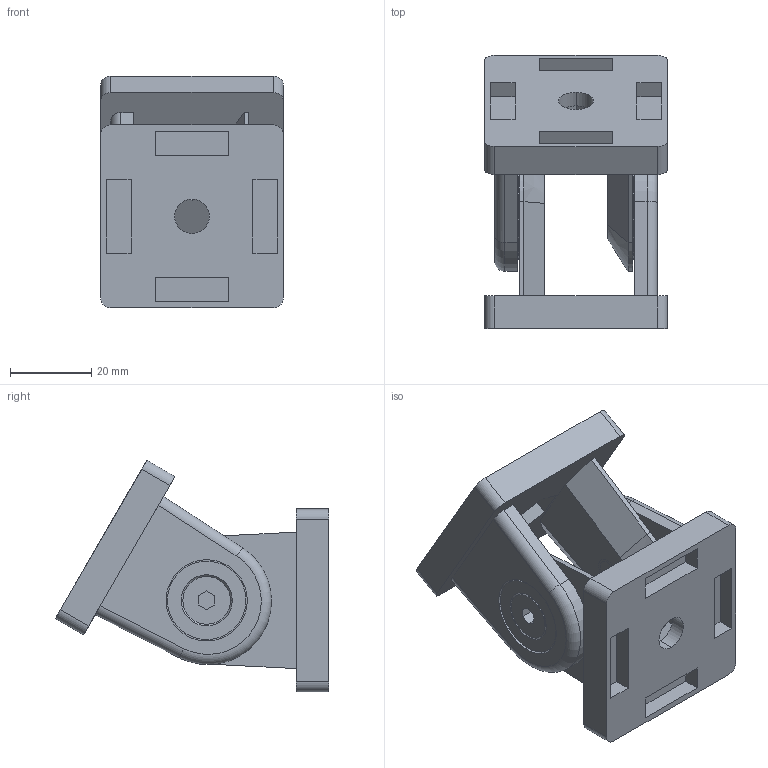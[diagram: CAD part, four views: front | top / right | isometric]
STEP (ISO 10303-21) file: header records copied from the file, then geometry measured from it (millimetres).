
FILE_DESCRIPTION((''),'2;1');
FILE_NAME('11125_ZGLOB_AL_45X45_ASM','2022-09-16T13:47:27',('PredragRovcanin'),('Audax d.o.o.'),'CREO PARAMETRIC BY PTC INC, 2020281','CREO PARAMETRIC BY PTC INC, 2020281','');
FILE_SCHEMA(('AUTOMOTIVE_DESIGN { 1 0 10303 214 1 1 1 1 }'));
Length unit declared in the file: millimetre
Products named in the file (5): 11125_ZGLOB_AL_45X45_A; 11125_ZGLOB_AL_45X45_B; 11125_ZGLOB_AL_45X45_C; 11125_ZGLOB_AL_45X45_D; 11125_ZGLOB_AL_45X45_ASM
Assembly tree (8 placements, depth 2):
  11125_ZGLOB_AL_45X45_ASM
    11125_ZGLOB_AL_45X45_A  x2
    11125_ZGLOB_AL_45X45_B  x2
    11125_ZGLOB_AL_45X45_C  x2
    11125_ZGLOB_AL_45X45_D  x2
Bounding box: 45 x 67.23 x 56.99 mm (x, y, z)
Volume: 49200.7 mm3; surface area: 27313.9 mm2
Topology: 8 solids, 10 shells, 292 faces, 740 edges, 524 vertices
Faces by surface type: plane 184, cylinder 92, cone 14, torus 2
Entity records: 7496 total; most frequent: DIRECTION 826, CARTESIAN_POINT 805, ORIENTED_EDGE 708, PRESENTATION_STYLE_ASSIGNMENT 472, STYLED_ITEM 472, CURVE_STYLE 374, EDGE_CURVE 356, COLOUR_RGB 332
